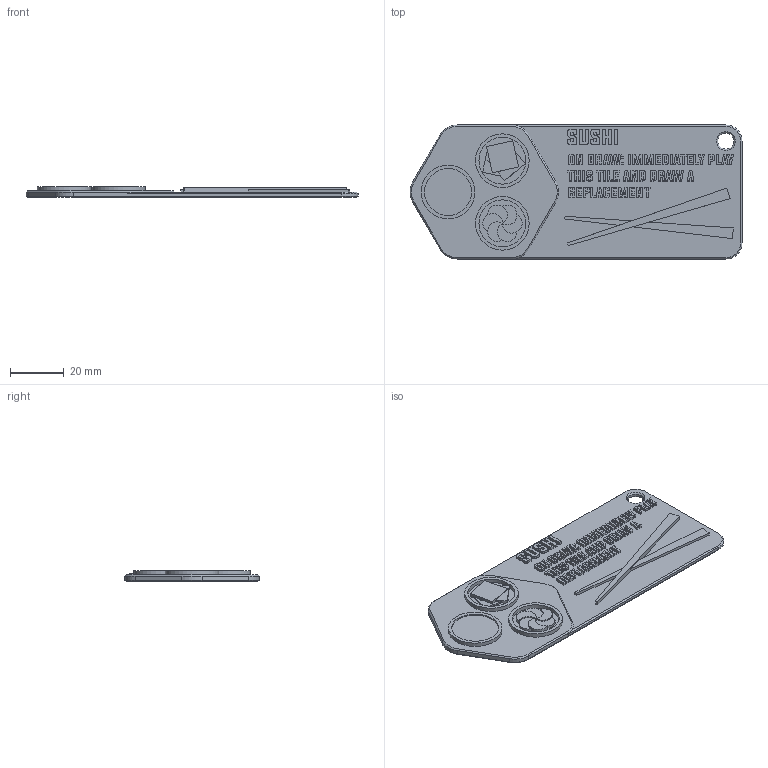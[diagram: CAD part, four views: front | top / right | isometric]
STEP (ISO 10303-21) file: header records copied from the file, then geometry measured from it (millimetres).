
FILE_DESCRIPTION(/* description */ (''),/* implementation_level */ '2;1');
FILE_NAME(/* name */ 'Card.step',/* time_stamp */ '2025-05-08T16:48:20-07:00',/* author */ (''),/* organization */ (''),/* preprocessor_version */ 'ST-DEVELOPER v20.1',/* originating_system */ 'Autodesk Translation Framework v14.4.0.0',/* authorisation */ '');
FILE_SCHEMA (('AUTOMOTIVE_DESIGN { 1 0 10303 214 3 1 1 }'));
Length unit declared in the file: millimetre
Products named in the file (5): Card; Dishes; Ginge1r; Wasabi; Soy Sauce
Assembly tree (4 placements, depth 2):
  Card
    Dishes
    Ginge1r
    Wasabi
    Soy Sauce
Bounding box: 123.84 x 50 x 4 mm (x, y, z)
Volume: 14322.3 mm3; surface area: 17340 mm2
Topology: 7 solids, 7 shells, 839 faces, 2200 edges, 1452 vertices
Faces by surface type: plane 670, bspline 124, cylinder 30, cone 15
Full cylindrical faces by diameter (mm): 6 x1, 17.5 x4, 20 x6
Entity records: 27768 total; most frequent: CARTESIAN_POINT 7653, ORIENTED_EDGE 4400, DIRECTION 3480, EDGE_CURVE 2200, LINE 1874, VECTOR 1874, VERTEX_POINT 1452, EDGE_LOOP 920
